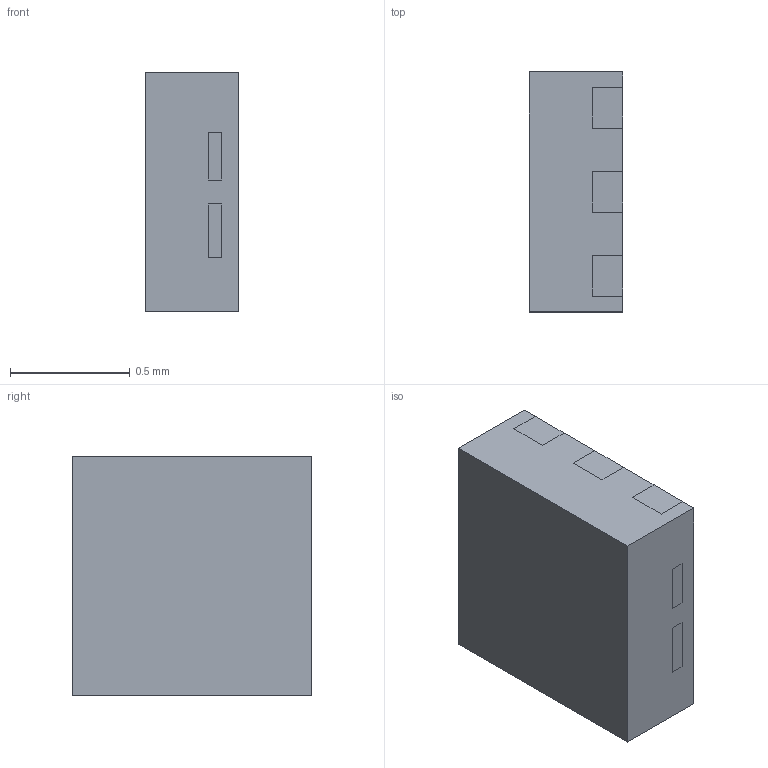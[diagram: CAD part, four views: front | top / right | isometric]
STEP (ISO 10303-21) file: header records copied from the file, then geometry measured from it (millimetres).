
FILE_DESCRIPTION(/* description */ ('Unknown'),/* implementation_level */ '2;1');
FILE_NAME(/* name */ 'DFN1010H4-6',/* time_stamp */ '2020-09-10T16:31:58+08:00',/* author */ ('Unknown'),/* organization */ ('Unknown'),/* preprocessor_version */ 'ST-DEVELOPER v16.7',/* originating_system */ 'DEX',/* authorisation */ $);
FILE_SCHEMA (('AUTOMOTIVE_DESIGN {1 0 10303 214 3 1 1}'));
Length unit declared in the file: millimetre
Products named in the file (3): DFN1010H4-6; Compound; LDF
Assembly tree (2 placements, depth 2):
  DFN1010H4-6
    Compound
    LDF
Bounding box: 0.39 x 1 x 1 mm (x, y, z)
Volume: 0.4 mm3; surface area: 6.8 mm2
Topology: 7 solids, 7 shells, 155 faces, 432 edges, 288 vertices
Faces by surface type: plane 139, cylinder 16
Entity records: 5544 total; most frequent: CARTESIAN_POINT 878, ORIENTED_EDGE 864, DIRECTION 780, EDGE_CURVE 432, LINE 400, VECTOR 400, VERTEX_POINT 288, AXIS2_PLACEMENT_3D 190
